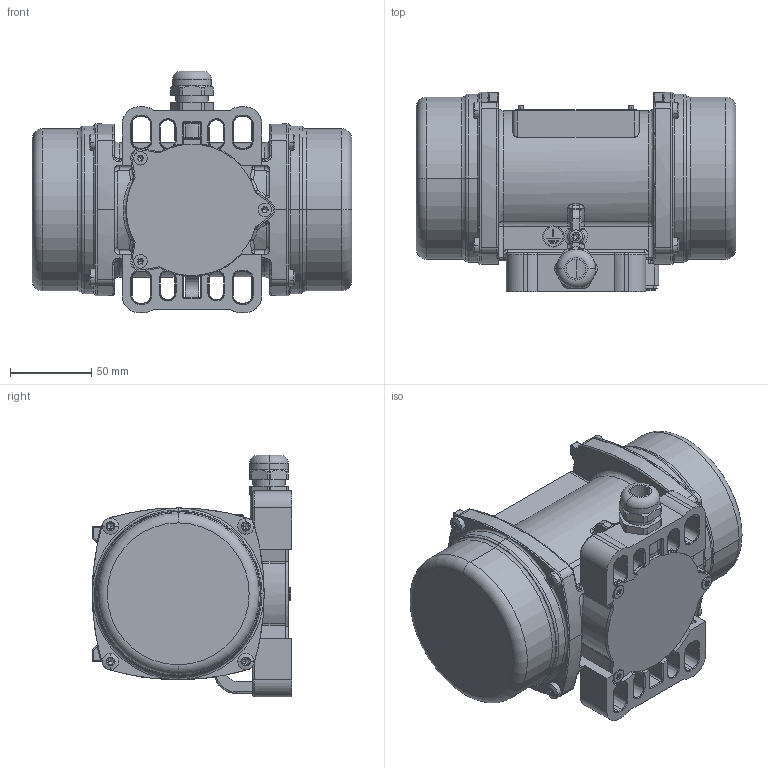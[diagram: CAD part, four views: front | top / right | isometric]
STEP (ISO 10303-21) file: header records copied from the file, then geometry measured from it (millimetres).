
FILE_DESCRIPTION (( 'STEP AP214' ), '1' );
FILE_NAME ('NEA-NEG 5060.STEP', '2022-04-28T11:34:24', ( '' ), ( '' ), 'SwSTEP 2.0', 'SolidWorks 2015', '' );
FILE_SCHEMA (( 'AUTOMOTIVE_DESIGN' ));
Length unit declared in the file: millimetre
Products named in the file (1): NEA-NEG 5060
Bounding box: 197 x 123 x 149 mm (x, y, z)
Volume: 474003 mm3; surface area: 259271.8 mm2
Topology: 20 solids, 20 shells, 2289 faces, 6564 edges, 4352 vertices
Faces by surface type: plane 1075, cylinder 644, bspline 426, torus 65, cone 61, sphere 18
Entity records: 121291 total; most frequent: CARTESIAN_POINT 66805, ORIENTED_EDGE 12902, DIRECTION 8538, EDGE_CURVE 6451, VERTEX_POINT 4352, AXIS2_PLACEMENT_3D 2931, VECTOR 2676, LINE 2676
